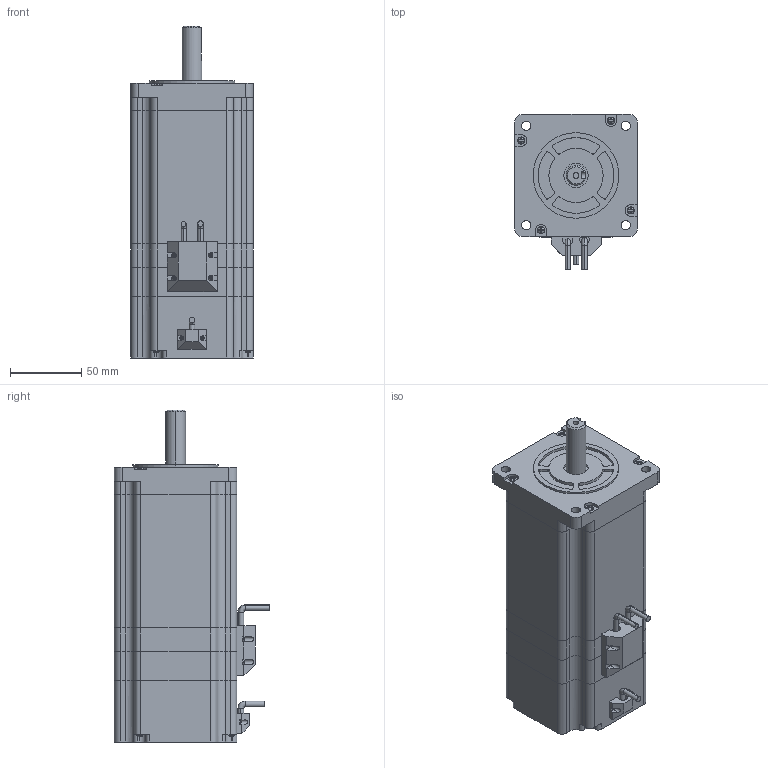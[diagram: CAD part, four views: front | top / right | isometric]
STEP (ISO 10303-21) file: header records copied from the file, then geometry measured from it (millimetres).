
FILE_DESCRIPTION(('HOOPS Exchange Step'),'2;1');
FILE_NAME('export-4EB0A7D5-F954-4E74-8D01-0708FBD626FB.stp','2023-05-05T16:37:47+02:00',('Engineering'),('Alibre'),'HOOPS Exchange 2021.0','Alibre','Unknown authorisation');
FILE_SCHEMA( ('AP242_MANAGED_MODEL_BASED_3D_ENGINEERING_MIM_LF {1 0 10303 442 1 1 4 }') );
Length unit declared in the file: millimetre
Products named in the file (1): 6289 Closed Loop Stepper Motor with Brake NEMA34-12.0Nm CS-M234120B (2phase)
Bounding box: 85.8 x 108.8 x 232.7 mm (x, y, z)
Surface area: 103798.9 mm2 (no closed solid volume)
Topology: 0 solids, 5 shells, 429 faces, 1320 edges, 836 vertices
Faces by surface type: plane 220, cylinder 173, sphere 28, torus 6, cone 2
Entity records: 14883 total; most frequent: DIRECTION 2734, CARTESIAN_POINT 2700, ORIENTED_EDGE 2382, EDGE_CURVE 1312, AXIS2_PLACEMENT_3D 1009, VERTEX_POINT 836, VECTOR 716, LINE 716
